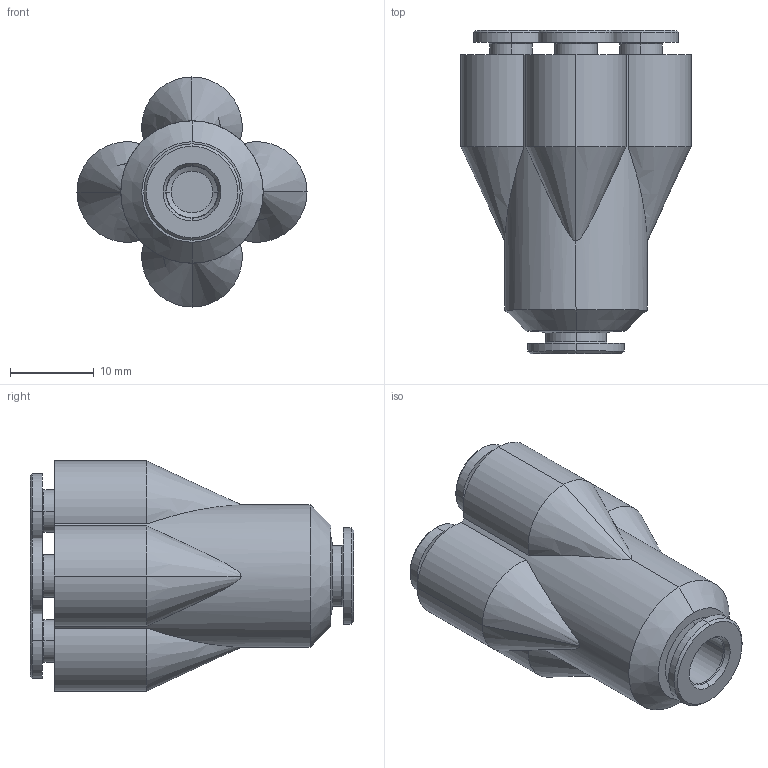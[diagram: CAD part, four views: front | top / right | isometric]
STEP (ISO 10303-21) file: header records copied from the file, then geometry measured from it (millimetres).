
FILE_DESCRIPTION (( 'STEP AP203' ), '1' );
FILE_NAME ('B0331030.STEP', '2012-08-27T07:38:44', ( 'UT1' ), ( 'sopra-pneumatic' ), 'SwSTEP 2.0', 'SolidWorks 2011', '' );
FILE_SCHEMA (( 'CONFIG_CONTROL_DESIGN' ));
Length unit declared in the file: millimetre
Products named in the file (1): B0331030
Bounding box: 27.5 x 38.6 x 27.5 mm (x, y, z)
Volume: 9406.7 mm3; surface area: 5704.2 mm2
Topology: 2 solids, 6 shells, 200 faces, 486 edges, 310 vertices
Faces by surface type: cylinder 104, cone 50, plane 44, torus 2
Entity records: 6197 total; most frequent: CARTESIAN_POINT 1187, DIRECTION 1156, ORIENTED_EDGE 972, AXIS2_PLACEMENT_3D 491, EDGE_CURVE 486, VERTEX_POINT 310, CIRCLE 290, EDGE_LOOP 222
